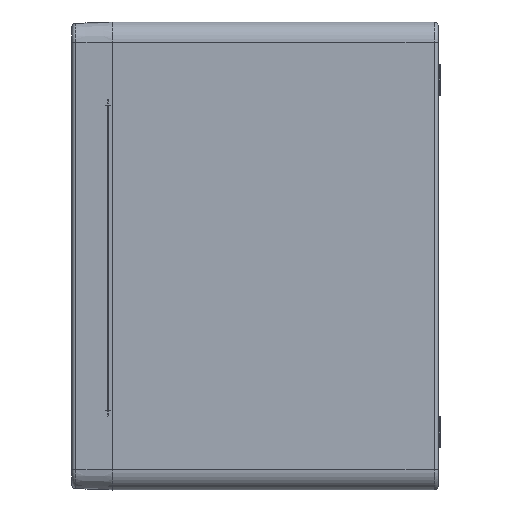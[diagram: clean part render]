
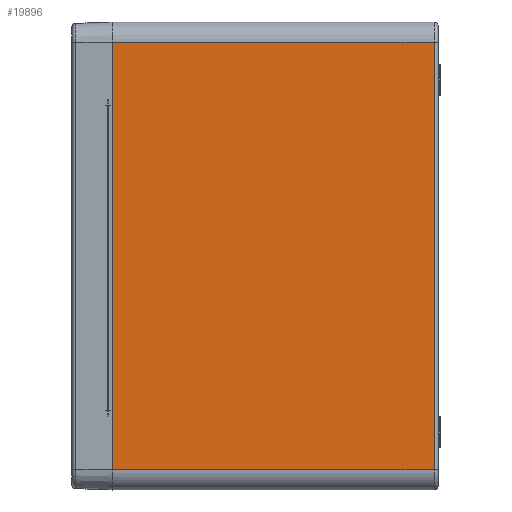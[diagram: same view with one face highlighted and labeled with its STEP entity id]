
A CAD part, left-side view. The second image highlights one B-rep face of the part: STEP entity #19896.
In plain terms, the highlighted planar face has unit normal (-1, 0, 0).
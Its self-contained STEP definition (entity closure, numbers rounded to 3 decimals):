
#1707=PLANE('',#21600);
#2603=LINE('',#49092,#3999);
#2618=LINE('',#49380,#4014);
#2619=LINE('',#49382,#4015);
#2620=LINE('',#49383,#4016);
#3999=VECTOR('',#24840,1000.);
#4014=VECTOR('',#24863,1000.);
#4015=VECTOR('',#24864,1000.);
#4016=VECTOR('',#24865,1000.);
#5736=FACE_OUTER_BOUND('',#7253,.T.);
#7253=EDGE_LOOP('',(#16103,#16104,#16105,#16106));
#9793=VERTEX_POINT('',#49089);
#9794=VERTEX_POINT('',#49091);
#9823=VERTEX_POINT('',#49379);
#9824=VERTEX_POINT('',#49381);
#12071=EDGE_CURVE('',#9793,#9794,#2603,.T.);
#12101=EDGE_CURVE('',#9793,#9823,#2618,.T.);
#12102=EDGE_CURVE('',#9823,#9824,#2619,.T.);
#12103=EDGE_CURVE('',#9824,#9794,#2620,.T.);
#16103=ORIENTED_EDGE('',*,*,#12101,.T.);
#16104=ORIENTED_EDGE('',*,*,#12102,.T.);
#16105=ORIENTED_EDGE('',*,*,#12103,.T.);
#16106=ORIENTED_EDGE('',*,*,#12071,.F.);
#19896=ADVANCED_FACE('',(#5736),#1707,.T.);
#21600=AXIS2_PLACEMENT_3D('',#49378,#24861,#24862);
#24840=DIRECTION('',(0.,0.,1.));
#24861=DIRECTION('center_axis',(-1.,0.,0.));
#24862=DIRECTION('ref_axis',(0.,0.,1.));
#24863=DIRECTION('',(0.,-1.,0.));
#24864=DIRECTION('',(0.,0.,1.));
#24865=DIRECTION('',(0.,1.,0.));
#49089=CARTESIAN_POINT('',(-165.,0.,-105.));
#49091=CARTESIAN_POINT('',(-165.,0.,105.));
#49092=CARTESIAN_POINT('',(-165.,0.,-115.));
#49378=CARTESIAN_POINT('Origin',(-165.,-160.,-115.));
#49379=CARTESIAN_POINT('',(-165.,-158.,-105.));
#49380=CARTESIAN_POINT('',(-165.,-160.,-105.));
#49381=CARTESIAN_POINT('',(-165.,-158.,105.));
#49382=CARTESIAN_POINT('',(-165.,-158.,105.));
#49383=CARTESIAN_POINT('',(-165.,-160.,105.));
